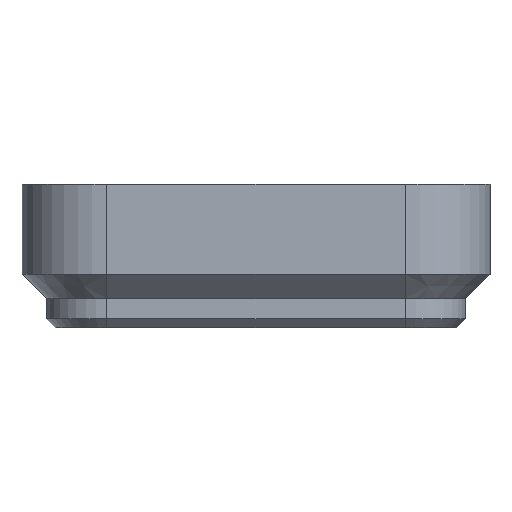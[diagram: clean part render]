
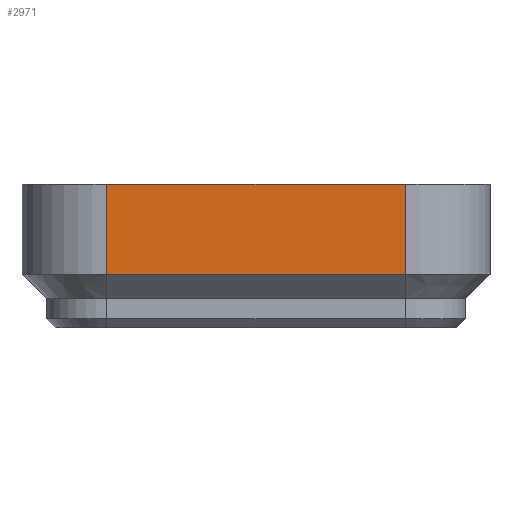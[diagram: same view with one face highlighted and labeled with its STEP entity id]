
A CAD part, front view. The second image highlights one B-rep face of the part: STEP entity #2971.
In plain terms, the highlighted planar face has unit normal (0, -1, 0).
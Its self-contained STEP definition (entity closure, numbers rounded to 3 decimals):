
#164=LINE('',#4627,#448);
#165=LINE('',#4633,#449);
#166=LINE('',#4636,#450);
#167=LINE('',#4637,#451);
#448=VECTOR('',#3625,1000.);
#449=VECTOR('',#3632,1000.);
#450=VECTOR('',#3633,1000.);
#451=VECTOR('',#3634,1000.);
#772=ORIENTED_EDGE('',*,*,#1659,.T.);
#773=ORIENTED_EDGE('',*,*,#1660,.T.);
#774=ORIENTED_EDGE('',*,*,#1656,.F.);
#775=ORIENTED_EDGE('',*,*,#1661,.F.);
#1656=EDGE_CURVE('',#2096,#2097,#164,.T.);
#1659=EDGE_CURVE('',#2098,#2099,#165,.T.);
#1660=EDGE_CURVE('',#2099,#2097,#166,.T.);
#1661=EDGE_CURVE('',#2098,#2096,#167,.T.);
#2096=VERTEX_POINT('',#4628);
#2097=VERTEX_POINT('',#4629);
#2098=VERTEX_POINT('',#4634);
#2099=VERTEX_POINT('',#4635);
#2456=EDGE_LOOP('',(#772,#773,#774,#775));
#2666=FACE_BOUND('',#2456,.T.);
#2872=PLANE('',#3198);
#2971=ADVANCED_FACE('',(#2666),#2872,.F.);
#3198=AXIS2_PLACEMENT_3D('',#4632,#3630,#3631);
#3625=DIRECTION('',(0.,0.,1.));
#3630=DIRECTION('',(0.,1.,0.));
#3631=DIRECTION('',(0.,0.,1.));
#3632=DIRECTION('',(0.,0.,1.));
#3633=DIRECTION('',(-1.,0.,0.));
#3634=DIRECTION('',(-1.,0.,0.));
#4627=CARTESIAN_POINT('',(-13.25,-62.75,-1.));
#4628=CARTESIAN_POINT('',(-13.25,-62.75,-1.));
#4629=CARTESIAN_POINT('',(-13.25,-62.75,7.));
#4632=CARTESIAN_POINT('',(0.,-62.75,-1.));
#4633=CARTESIAN_POINT('',(13.25,-62.75,-1.));
#4634=CARTESIAN_POINT('',(13.25,-62.75,-1.));
#4635=CARTESIAN_POINT('',(13.25,-62.75,7.));
#4636=CARTESIAN_POINT('',(0.,-62.75,7.));
#4637=CARTESIAN_POINT('',(0.,-62.75,-1.));
